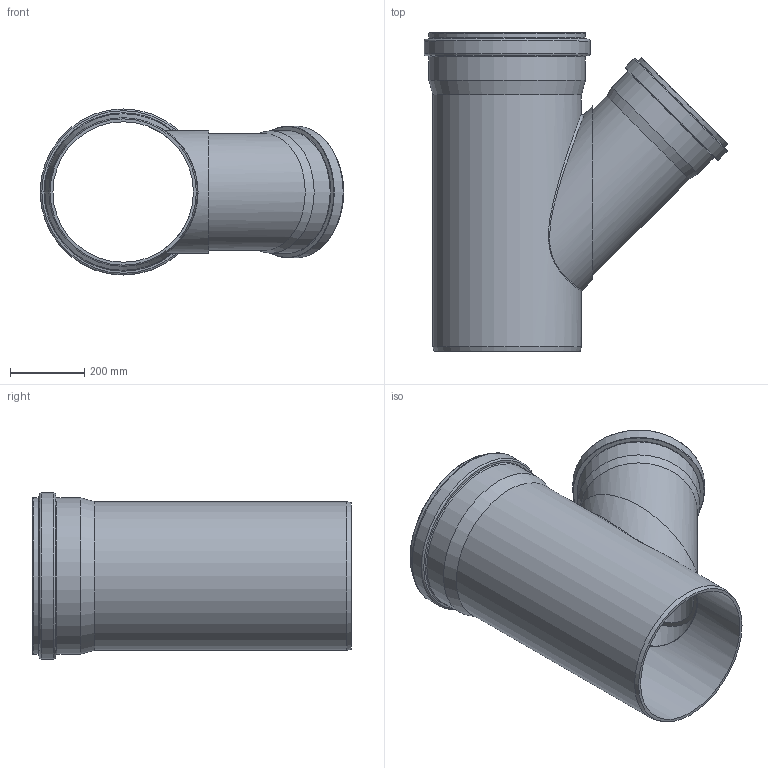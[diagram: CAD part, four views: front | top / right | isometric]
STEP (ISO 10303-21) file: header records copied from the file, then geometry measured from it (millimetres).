
FILE_DESCRIPTION(/* description */ (''),/* implementation_level */ '2;1');
FILE_NAME(/* name */ '226310 KGEA Abzweig DN_OD 400_315_45°.stp',/* time_stamp */ '2017-05-22T13:24:07+02:00',/* author */ ('user1'),/* organization */ (''),/* preprocessor_version */ 'ST-DEVELOPER v16.1',/* originating_system */ 'Autodesk Inventor 2016',/* authorisation */ '');
FILE_SCHEMA (('AUTOMOTIVE_DESIGN { 1 0 10303 214 3 1 1 }'));
Length unit declared in the file: millimetre
Products named in the file (3): 226310 KGEA Abzweig DN_OD 400_315_45°; 226310 KGEA Abzweig DN_OD 400_315_45° Abzweig; 226310 KGEA Abzweig DN_OD 400_315_45°_1
Assembly tree (2 placements, depth 2):
  226310 KGEA Abzweig DN_OD 400_315_45°_1
    226310 KGEA Abzweig DN_OD 400_315_45°
    226310 KGEA Abzweig DN_OD 400_315_45° Abzweig
Bounding box: 817.85 x 858 x 447.1 mm (x, y, z)
Volume: 14558683.2 mm3; surface area: 3033592.3 mm2
Topology: 2 solids, 2 shells, 60 faces, 125 edges, 69 vertices
Faces by surface type: torus 20, cylinder 19, cone 13, plane 6, bspline 2
Full cylindrical faces by diameter (mm): 297.6 x1, 315 x2, 315.6 x1, 315.9 x2, 329.4 x1, 329.7 x1, 331 x1, 340.9 x1, 354.7 x1, 378.35 x1, 400.35 x1, 402 x1, 402.4 x1, 421.1 x1, 421.4 x1, 429.1 x1, 447.1 x1
Entity records: 2089 total; most frequent: CARTESIAN_POINT 993, DIRECTION 244, ORIENTED_EDGE 126, AXIS2_PLACEMENT_3D 122, EDGE_LOOP 120, EDGE_CURVE 63, VERTEX_POINT 61, FACE_BOUND 60
